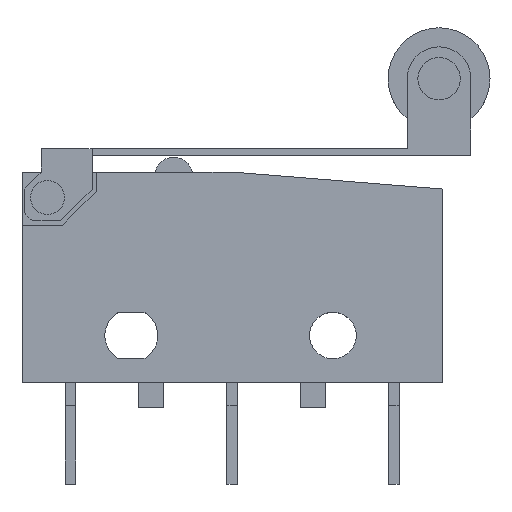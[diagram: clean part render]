
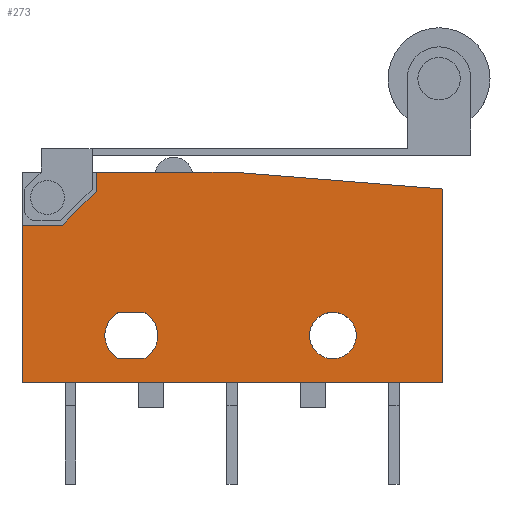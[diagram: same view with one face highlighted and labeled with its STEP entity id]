
A CAD part, top view. The second image highlights one B-rep face of the part: STEP entity #273.
In plain terms, the highlighted planar face has unit normal (0, 0, 1).
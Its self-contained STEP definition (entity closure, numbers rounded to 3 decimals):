
#273=ADVANCED_FACE('',(#592,#593,#594),#595,.T.);
#592=FACE_OUTER_BOUND('',#954,.T.);
#593=FACE_BOUND('',#955,.T.);
#594=FACE_BOUND('',#956,.T.);
#595=PLANE('',#957);
#954=EDGE_LOOP('',(#1702,#1703,#1704,#1705,#1706,#1707,#1708,#1709));
#955=EDGE_LOOP('',(#1710,#1711,#1712,#1713,#1714,#1715));
#956=EDGE_LOOP('',(#1716,#1717));
#957=AXIS2_PLACEMENT_3D('',#1718,#1719,#1720);
#1702=ORIENTED_EDGE('',*,*,#2320,.T.);
#1703=ORIENTED_EDGE('',*,*,#2337,.F.);
#1704=ORIENTED_EDGE('',*,*,#2361,.F.);
#1705=ORIENTED_EDGE('',*,*,#2358,.F.);
#1706=ORIENTED_EDGE('',*,*,#2355,.F.);
#1707=ORIENTED_EDGE('',*,*,#2340,.F.);
#1708=ORIENTED_EDGE('',*,*,#2330,.T.);
#1709=ORIENTED_EDGE('',*,*,#2334,.T.);
#1710=ORIENTED_EDGE('',*,*,#2349,.T.);
#1711=ORIENTED_EDGE('',*,*,#2124,.T.);
#1712=ORIENTED_EDGE('',*,*,#2351,.T.);
#1713=ORIENTED_EDGE('',*,*,#2343,.T.);
#1714=ORIENTED_EDGE('',*,*,#2347,.T.);
#1715=ORIENTED_EDGE('',*,*,#2131,.T.);
#1716=ORIENTED_EDGE('',*,*,#2119,.T.);
#1717=ORIENTED_EDGE('',*,*,#2353,.T.);
#1718=CARTESIAN_POINT('',(-0.132,4.823,3.2));
#1719=DIRECTION('',(0.0,0.0,1.0));
#1720=DIRECTION('',(1.0,0.0,0.0));
#2119=EDGE_CURVE('',#2523,#2520,#2524,.T.);
#2124=EDGE_CURVE('',#2532,#2529,#2533,.T.);
#2131=EDGE_CURVE('',#2539,#2543,#2545,.T.);
#2320=EDGE_CURVE('',#2825,#2826,#2827,.T.);
#2330=EDGE_CURVE('',#2842,#2843,#2844,.T.);
#2334=EDGE_CURVE('',#2843,#2825,#2848,.T.);
#2337=EDGE_CURVE('',#2850,#2826,#2852,.T.);
#2340=EDGE_CURVE('',#2842,#2855,#2856,.T.);
#2343=EDGE_CURVE('',#2859,#2860,#2861,.T.);
#2347=EDGE_CURVE('',#2860,#2539,#2865,.T.);
#2349=EDGE_CURVE('',#2543,#2532,#2867,.T.);
#2351=EDGE_CURVE('',#2529,#2859,#2869,.T.);
#2353=EDGE_CURVE('',#2520,#2523,#2871,.T.);
#2355=EDGE_CURVE('',#2855,#2873,#2874,.T.);
#2358=EDGE_CURVE('',#2873,#2877,#2878,.T.);
#2361=EDGE_CURVE('',#2877,#2850,#2881,.T.);
#2520=VERTEX_POINT('',#3116);
#2523=VERTEX_POINT('',#3120);
#2524=CIRCLE('',#3121,1.1);
#2529=VERTEX_POINT('',#3127);
#2532=VERTEX_POINT('',#3131);
#2533=CIRCLE('',#3132,1.25);
#2539=VERTEX_POINT('',#3139);
#2543=VERTEX_POINT('',#3144);
#2545=CIRCLE('',#3147,1.25);
#2825=VERTEX_POINT('',#3550);
#2826=VERTEX_POINT('',#3551);
#2827=LINE('',#3552,#3553);
#2842=VERTEX_POINT('',#3575);
#2843=VERTEX_POINT('',#3576);
#2844=LINE('',#3577,#3578);
#2848=LINE('',#3584,#3585);
#2850=VERTEX_POINT('',#3587);
#2852=LINE('',#3590,#3591);
#2855=VERTEX_POINT('',#3595);
#2856=LINE('',#3596,#3597);
#2859=VERTEX_POINT('',#3601);
#2860=VERTEX_POINT('',#3602);
#2861=LINE('',#3603,#3604);
#2865=CIRCLE('',#3610,1.25);
#2867=LINE('',#3612,#3613);
#2869=CIRCLE('',#3615,1.25);
#2871=CIRCLE('',#3617,1.1);
#2873=VERTEX_POINT('',#3619);
#2874=LINE('',#3620,#3621);
#2877=VERTEX_POINT('',#3625);
#2878=LINE('',#3626,#3627);
#2881=LINE('',#3631,#3632);
#3116=CARTESIAN_POINT('',(5.85,2.2,3.2));
#3120=CARTESIAN_POINT('',(3.65,2.2,3.2));
#3121=AXIS2_PLACEMENT_3D('',#3947,#3948,#3949);
#3127=CARTESIAN_POINT('',(-3.5,2.2,3.2));
#3131=CARTESIAN_POINT('',(-4.156,3.3,3.2));
#3132=AXIS2_PLACEMENT_3D('',#3955,#3956,#3957);
#3139=CARTESIAN_POINT('',(-6.0,2.2,3.2));
#3144=CARTESIAN_POINT('',(-5.344,3.3,3.2));
#3147=AXIS2_PLACEMENT_3D('',#3967,#3968,#3969);
#3550=CARTESIAN_POINT('',(-8.,7.4,3.2));
#3551=CARTESIAN_POINT('',(-9.9,7.4,3.2));
#3552=CARTESIAN_POINT('',(-4.801,7.4,3.2));
#3553=VECTOR('',#4132,1.0);
#3575=CARTESIAN_POINT('',(-6.4,9.9,3.2));
#3576=CARTESIAN_POINT('',(-6.4,9.0,3.2));
#3577=CARTESIAN_POINT('',(-6.4,7.702,3.2));
#3578=VECTOR('',#4140,1.0);
#3584=CARTESIAN_POINT('',(-6.277,9.123,3.2));
#3585=VECTOR('',#4143,1.0);
#3587=CARTESIAN_POINT('',(-9.9,0.0,3.2));
#3590=CARTESIAN_POINT('',(-9.9,0.0,3.2));
#3591=VECTOR('',#4145,1.0);
#3595=CARTESIAN_POINT('',(0.,9.9,3.2));
#3596=CARTESIAN_POINT('',(-9.9,9.9,3.2));
#3597=VECTOR('',#4147,1.0);
#3601=CARTESIAN_POINT('',(-4.156,1.1,3.2));
#3602=CARTESIAN_POINT('',(-5.344,1.1,3.2));
#3603=CARTESIAN_POINT('',(-2.816,1.1,3.2));
#3604=VECTOR('',#4149,1.0);
#3610=AXIS2_PLACEMENT_3D('',#4152,#4153,#4154);
#3612=CARTESIAN_POINT('',(-2.816,3.3,3.2));
#3613=VECTOR('',#4155,1.0);
#3615=AXIS2_PLACEMENT_3D('',#4156,#4157,#4158);
#3617=AXIS2_PLACEMENT_3D('',#4159,#4160,#4161);
#3619=CARTESIAN_POINT('',(9.9,9.1,3.2));
#3620=CARTESIAN_POINT('',(9.9,9.1,3.2));
#3621=VECTOR('',#4162,1.0);
#3625=CARTESIAN_POINT('',(9.9,0.0,3.2));
#3626=CARTESIAN_POINT('',(9.9,0.0,3.2));
#3627=VECTOR('',#4164,1.0);
#3631=CARTESIAN_POINT('',(-9.9,0.0,3.2));
#3632=VECTOR('',#4166,1.0);
#3947=CARTESIAN_POINT('',(4.75,2.2,3.2));
#3948=DIRECTION('',(0.0,0.0,-1.0));
#3949=DIRECTION('',(1.0,0.0,0.0));
#3955=CARTESIAN_POINT('',(-4.75,2.2,3.2));
#3956=DIRECTION('',(0.0,0.0,-1.0));
#3957=DIRECTION('',(1.0,0.0,0.0));
#3967=CARTESIAN_POINT('',(-4.75,2.2,3.2));
#3968=DIRECTION('',(0.0,0.0,-1.0));
#3969=DIRECTION('',(1.0,0.0,0.0));
#4132=DIRECTION('',(-1.0,0.,0.0));
#4140=DIRECTION('',(0.,-1.0,0.0));
#4143=DIRECTION('',(-0.707,-0.707,0.0));
#4145=DIRECTION('',(0.0,1.0,0.0));
#4147=DIRECTION('',(1.0,0.0,0.0));
#4149=DIRECTION('',(-1.0,0.0,0.0));
#4152=CARTESIAN_POINT('',(-4.75,2.2,3.2));
#4153=DIRECTION('',(0.0,0.0,-1.0));
#4154=DIRECTION('',(1.0,0.0,0.0));
#4155=DIRECTION('',(1.0,0.0,-0.0));
#4156=CARTESIAN_POINT('',(-4.75,2.2,3.2));
#4157=DIRECTION('',(0.0,0.0,-1.0));
#4158=DIRECTION('',(1.0,0.0,0.0));
#4159=CARTESIAN_POINT('',(4.75,2.2,3.2));
#4160=DIRECTION('',(0.0,0.0,-1.0));
#4161=DIRECTION('',(1.0,0.0,0.0));
#4162=DIRECTION('',(0.997,-0.081,0.0));
#4164=DIRECTION('',(-0.0,-1.0,-0.0));
#4166=DIRECTION('',(-1.0,-0.0,-0.0));
